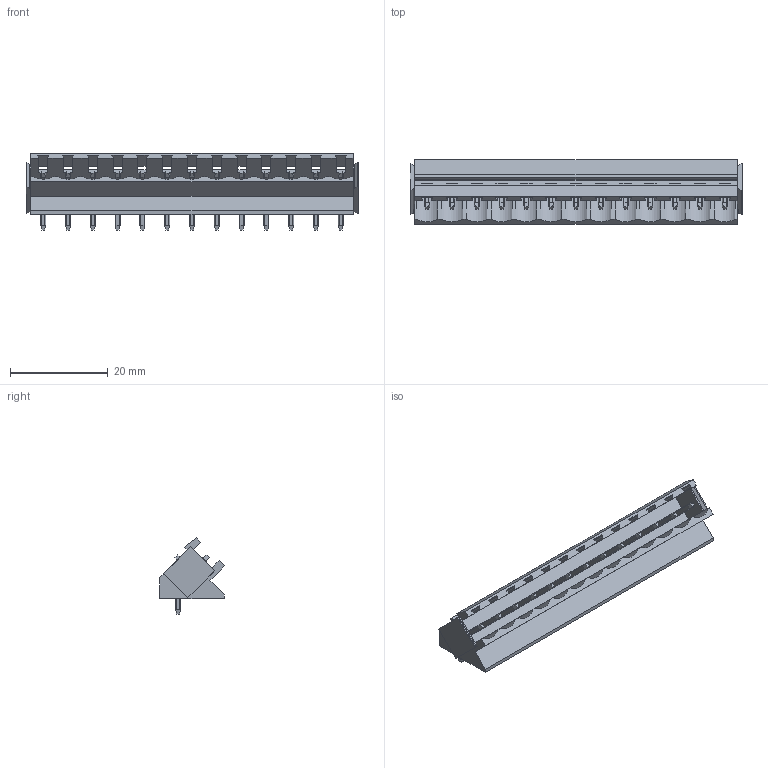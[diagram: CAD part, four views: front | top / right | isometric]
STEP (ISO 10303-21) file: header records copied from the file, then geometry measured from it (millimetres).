
FILE_DESCRIPTION(('CATIA V5 STEP Exchange','CAx-IF Rec.Pracs.--- Model Styling and Organization---1.2---2011-12-15'),'2;1');
FILE_NAME ('D1453243_0_1605640000_1605640000.stp','2018-10-10T04:53:29+00:00',('none'),('Weidmueller'),'CATIA Version 5-6 Release 2014','CATIA V5 STEP AP214','none');
FILE_SCHEMA(('AUTOMOTIVE_DESIGN { 1 0 10303 214 1 1 1 1 }'));
Length unit declared in the file: millimetre
Products named in the file (1): 1605640000
Bounding box: 68.04 x 13.3 x 15.67 mm (x, y, z)
Volume: 4134.8 mm3; surface area: 5592.7 mm2
Topology: 14 solids, 14 shells, 683 faces, 1875 edges, 1194 vertices
Faces by surface type: plane 460, cylinder 223
Entity records: 23902 total; most frequent: CARTESIAN_POINT 8098, ORIENTED_EDGE 3750, DIRECTION 2467, EDGE_CURVE 1875, VECTOR 1429, LINE 1429, VERTEX_POINT 1194, EDGE_LOOP 709
